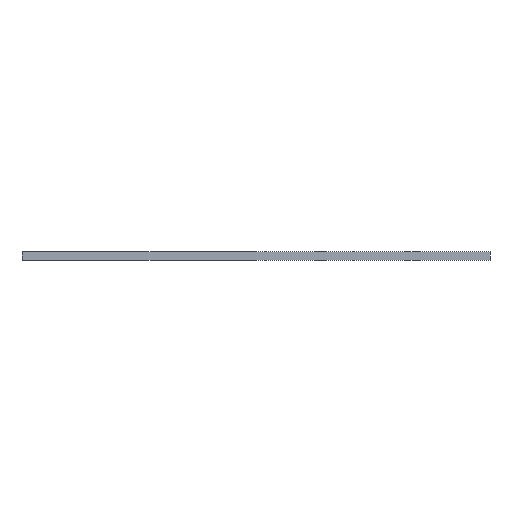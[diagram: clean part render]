
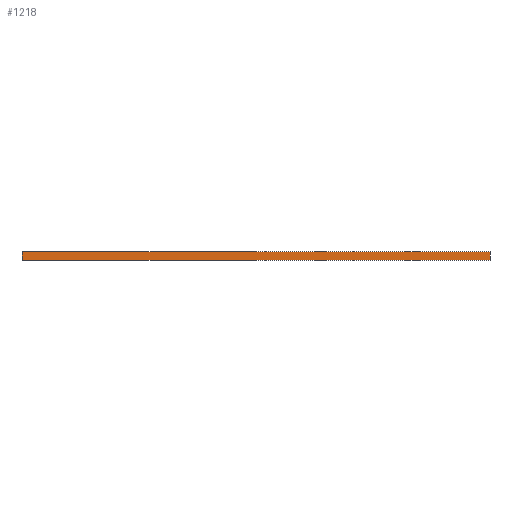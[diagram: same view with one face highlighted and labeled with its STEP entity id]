
A CAD part, left-side view. The second image highlights one B-rep face of the part: STEP entity #1218.
In plain terms, the highlighted planar face has unit normal (-1, 0, 0).
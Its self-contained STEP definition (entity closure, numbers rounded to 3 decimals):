
#18 = CARTESIAN_POINT ( 'NONE',  ( 0.013, 89.987, 0. ) ) ;
#61 = VECTOR ( 'NONE', #1207, 1000. ) ;
#146 = FACE_OUTER_BOUND ( 'NONE', #384, .T. ) ;
#169 = VERTEX_POINT ( 'NONE', #900 ) ;
#384 = EDGE_LOOP ( 'NONE', ( #2221, #2447, #903, #1904 ) ) ;
#415 = CARTESIAN_POINT ( 'NONE',  ( 0.013, 0.013, 0. ) ) ;
#432 = VECTOR ( 'NONE', #2552, 1000. ) ;
#443 = VERTEX_POINT ( 'NONE', #993 ) ;
#522 = DIRECTION ( 'NONE',  ( 0., 0., 1. ) ) ;
#535 = VERTEX_POINT ( 'NONE', #18 ) ;
#559 = CARTESIAN_POINT ( 'NONE',  ( 0.013, 0.013, 0. ) ) ;
#567 = EDGE_CURVE ( 'NONE', #1054, #443, #1804, .T. ) ;
#739 = LINE ( 'NONE', #2395, #432 ) ;
#745 = DIRECTION ( 'NONE',  ( 0., 1., 0. ) ) ;
#746 = EDGE_CURVE ( 'NONE', #169, #535, #739, .T. ) ;
#790 = LINE ( 'NONE', #415, #61 ) ;
#848 = VECTOR ( 'NONE', #522, 1000. ) ;
#900 = CARTESIAN_POINT ( 'NONE',  ( 0.013, 0.013, 0. ) ) ;
#903 = ORIENTED_EDGE ( 'NONE', *, *, #1157, .F. ) ;
#993 = CARTESIAN_POINT ( 'NONE',  ( 0.013, 89.987, 1.6 ) ) ;
#1054 = VERTEX_POINT ( 'NONE', #1509 ) ;
#1157 = EDGE_CURVE ( 'NONE', #535, #443, #1926, .T. ) ;
#1161 = CARTESIAN_POINT ( 'NONE',  ( 0.013, 89.987, 0. ) ) ;
#1207 = DIRECTION ( 'NONE',  ( 0., 0., 1. ) ) ;
#1218 = ADVANCED_FACE ( 'NONE', ( #146 ), #1747, .T. ) ;
#1276 = VECTOR ( 'NONE', #2604, 1000. ) ;
#1509 = CARTESIAN_POINT ( 'NONE',  ( 0.013, 0.013, 1.6 ) ) ;
#1678 = EDGE_CURVE ( 'NONE', #169, #1054, #790, .T. ) ;
#1747 = PLANE ( 'NONE',  #2528 ) ;
#1804 = LINE ( 'NONE', #2215, #1276 ) ;
#1904 = ORIENTED_EDGE ( 'NONE', *, *, #746, .F. ) ;
#1926 = LINE ( 'NONE', #1161, #848 ) ;
#2215 = CARTESIAN_POINT ( 'NONE',  ( 0.013, 0.013, 1.6 ) ) ;
#2221 = ORIENTED_EDGE ( 'NONE', *, *, #1678, .T. ) ;
#2395 = CARTESIAN_POINT ( 'NONE',  ( 0.013, 0.013, 0. ) ) ;
#2447 = ORIENTED_EDGE ( 'NONE', *, *, #567, .T. ) ;
#2528 = AXIS2_PLACEMENT_3D ( 'NONE', #559, #2548, #745 ) ;
#2548 = DIRECTION ( 'NONE',  ( -1., 0., 0. ) ) ;
#2552 = DIRECTION ( 'NONE',  ( 0., 1., 0. ) ) ;
#2604 = DIRECTION ( 'NONE',  ( 0., 1., 0. ) ) ;
